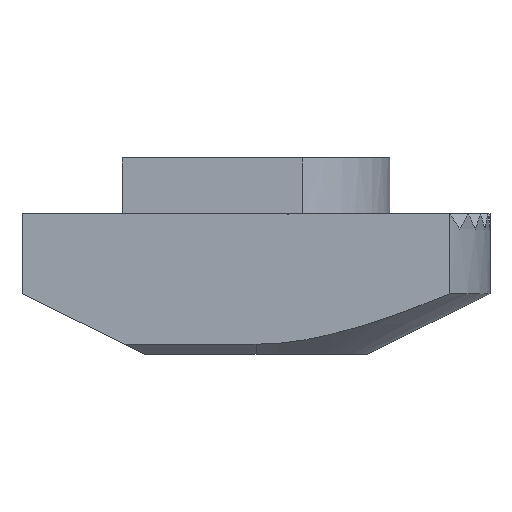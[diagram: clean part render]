
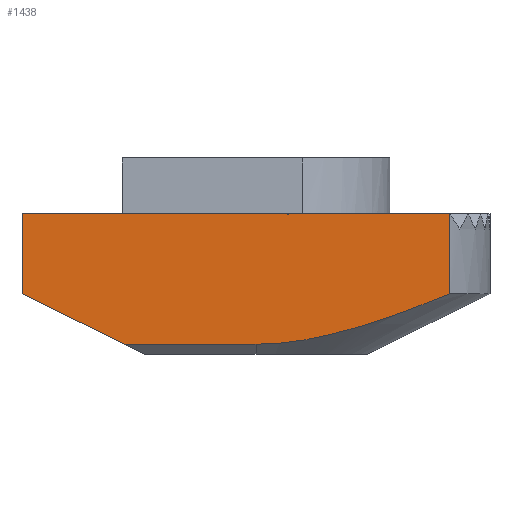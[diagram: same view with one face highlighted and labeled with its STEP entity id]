
A CAD part, left-side view. The second image highlights one B-rep face of the part: STEP entity #1438.
In plain terms, the highlighted planar face has unit normal (-1, 0, 0).
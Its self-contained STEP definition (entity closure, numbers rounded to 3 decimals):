
#15=(
BOUNDED_CURVE()
B_SPLINE_CURVE(2,(#3484,#3485,#3486),.UNSPECIFIED.,.F.,.F.)
B_SPLINE_CURVE_WITH_KNOTS((3,3),(0.449,0.897),
 .UNSPECIFIED.)
CURVE()
GEOMETRIC_REPRESENTATION_ITEM()
RATIONAL_B_SPLINE_CURVE((1.39,1.39,1.))
REPRESENTATION_ITEM('')
);
#80=PLANE('',#1561);
#171=FACE_OUTER_BOUND('',#254,.T.);
#254=EDGE_LOOP('',(#1156,#1157,#1158,#1159,#1160,#1161,#1162,#1163));
#358=LINE('',#3365,#487);
#397=LINE('',#3476,#526);
#398=LINE('',#3478,#527);
#399=LINE('',#3480,#528);
#400=LINE('',#3482,#529);
#401=LINE('',#3488,#530);
#402=LINE('',#3489,#531);
#487=VECTOR('',#1730,10.);
#526=VECTOR('',#1837,10.);
#527=VECTOR('',#1838,10.);
#528=VECTOR('',#1839,10.);
#529=VECTOR('',#1840,10.);
#530=VECTOR('',#1841,10.);
#531=VECTOR('',#1842,10.);
#642=VERTEX_POINT('',#3362);
#643=VERTEX_POINT('',#3364);
#681=VERTEX_POINT('',#3475);
#682=VERTEX_POINT('',#3477);
#683=VERTEX_POINT('',#3479);
#684=VERTEX_POINT('',#3481);
#685=VERTEX_POINT('',#3483);
#686=VERTEX_POINT('',#3487);
#804=EDGE_CURVE('',#643,#642,#358,.T.);
#859=EDGE_CURVE('',#642,#681,#397,.T.);
#860=EDGE_CURVE('',#682,#681,#398,.T.);
#861=EDGE_CURVE('',#683,#682,#399,.T.);
#862=EDGE_CURVE('',#683,#684,#400,.T.);
#863=EDGE_CURVE('',#684,#685,#15,.T.);
#864=EDGE_CURVE('',#685,#686,#401,.T.);
#865=EDGE_CURVE('',#686,#643,#402,.T.);
#1156=ORIENTED_EDGE('',*,*,#804,.T.);
#1157=ORIENTED_EDGE('',*,*,#859,.T.);
#1158=ORIENTED_EDGE('',*,*,#860,.F.);
#1159=ORIENTED_EDGE('',*,*,#861,.F.);
#1160=ORIENTED_EDGE('',*,*,#862,.T.);
#1161=ORIENTED_EDGE('',*,*,#863,.T.);
#1162=ORIENTED_EDGE('',*,*,#864,.T.);
#1163=ORIENTED_EDGE('',*,*,#865,.T.);
#1438=ADVANCED_FACE('',(#171),#80,.T.);
#1561=AXIS2_PLACEMENT_3D('',#3474,#1835,#1836);
#1730=DIRECTION('',(0.,1.,0.));
#1835=DIRECTION('center_axis',(-1.,0.,0.));
#1836=DIRECTION('ref_axis',(0.,-1.,0.));
#1837=DIRECTION('',(0.,1.,0.));
#1838=DIRECTION('',(0.,0.,1.));
#1839=DIRECTION('',(0.,0.898,0.441));
#1840=DIRECTION('',(0.,-1.,0.));
#1841=DIRECTION('',(0.,0.,1.));
#1842=DIRECTION('',(0.,1.,0.));
#3362=CARTESIAN_POINT('',(-2.95,3.,3.15));
#3364=CARTESIAN_POINT('',(-2.95,-0.676,3.15));
#3365=CARTESIAN_POINT('',(-2.95,3.112,3.15));
#3474=CARTESIAN_POINT('Origin',(-2.95,5.25,0.));
#3475=CARTESIAN_POINT('',(-2.95,5.25,3.15));
#3476=CARTESIAN_POINT('',(-2.95,3.112,3.15));
#3477=CARTESIAN_POINT('',(-2.95,5.25,1.35));
#3478=CARTESIAN_POINT('',(-2.95,5.25,0.));
#3479=CARTESIAN_POINT('',(-2.95,2.95,0.221));
#3480=CARTESIAN_POINT('',(-2.95,4.295,0.881));
#3481=CARTESIAN_POINT('',(-2.95,0.,0.221));
#3482=CARTESIAN_POINT('',(-2.95,2.625,0.221));
#3483=CARTESIAN_POINT('',(-2.95,-4.343,1.35));
#3484=CARTESIAN_POINT('Ctrl Pts',(-2.95,0.,0.221));
#3485=CARTESIAN_POINT('Ctrl Pts',(-2.95,-1.562,0.221));
#3486=CARTESIAN_POINT('Ctrl Pts',(-2.95,-4.343,1.35));
#3487=CARTESIAN_POINT('',(-2.95,-4.343,3.15));
#3488=CARTESIAN_POINT('',(-2.95,-4.343,2.25));
#3489=CARTESIAN_POINT('',(-2.95,3.112,3.15));
